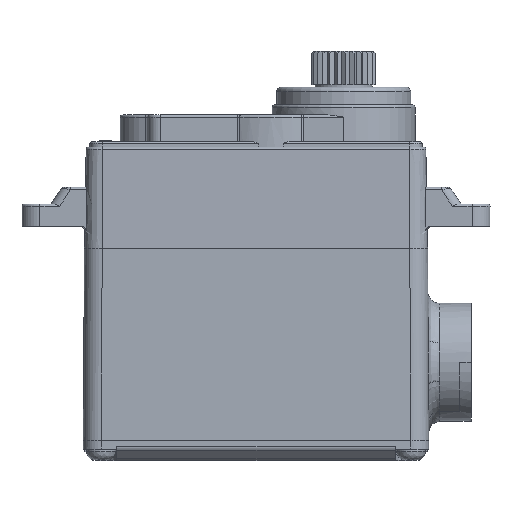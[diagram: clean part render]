
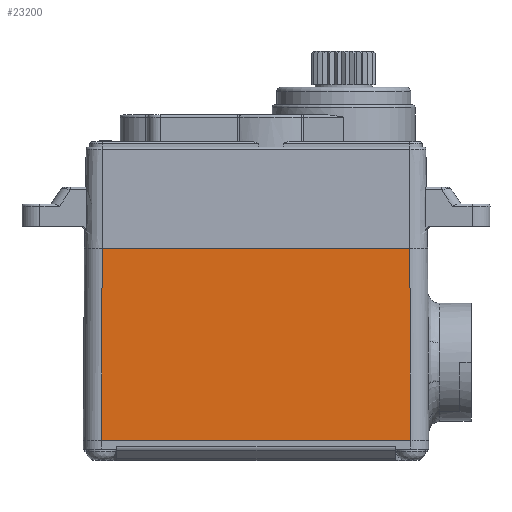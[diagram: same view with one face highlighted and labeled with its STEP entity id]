
A CAD part, top view. The second image highlights one B-rep face of the part: STEP entity #23200.
In plain terms, the highlighted planar face has unit normal (0, 0.006, 1).
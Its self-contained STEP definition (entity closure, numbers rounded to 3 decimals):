
#3832=CARTESIAN_POINT('',(13.8,17.2,7.5));
#4323=CARTESIAN_POINT('',(-13.9,0.,
7.6));
#4334=CARTESIAN_POINT('',(-13.8,17.2,7.5));
#4353=DIRECTION('',(1.,0.,0.));
#4354=VECTOR('',#4353,27.8);
#4355=CARTESIAN_POINT('',(-13.9,0.,
7.6));
#4356=LINE('',#4355,#4354);
#4357=DIRECTION('',(0.006,1.,-0.006));
#4358=VECTOR('',#4357,17.2);
#4359=CARTESIAN_POINT('',(-13.9,0.,
7.6));
#4360=LINE('',#4359,#4358);
#4361=DIRECTION('',(-1.,0.,0.));
#4362=VECTOR('',#4361,27.6);
#4363=CARTESIAN_POINT('',(13.8,17.2,7.5));
#4364=LINE('',#4363,#4362);
#4365=DIRECTION('',(0.006,-1.,0.006));
#4366=VECTOR('',#4365,17.2);
#4367=CARTESIAN_POINT('',(13.8,17.2,7.5));
#4368=LINE('',#4367,#4366);
#16829=VERTEX_POINT('',#3832);
#16838=VERTEX_POINT('',#4334);
#16844=VERTEX_POINT('',#4323);
#16845=CARTESIAN_POINT('',(13.9,0.,
7.6));
#16846=VERTEX_POINT('',#16845);
#23188=CARTESIAN_POINT('',(0.,8.6,7.55));
#23189=DIRECTION('',(0.,0.006,1.));
#23190=DIRECTION('',(0.,-1.,0.006));
#23191=AXIS2_PLACEMENT_3D('',#23188,#23189,#23190);
#23192=PLANE('',#23191);
#23193=ORIENTED_EDGE('',*,*,#23164,.F.);
#23194=ORIENTED_EDGE('',*,*,#23126,.T.);
#23196=ORIENTED_EDGE('',*,*,#23195,.F.);
#23197=ORIENTED_EDGE('',*,*,#21903,.T.);
#23198=EDGE_LOOP('',(#23193,#23194,#23196,#23197));
#23199=FACE_OUTER_BOUND('',#23198,.F.);
#23200=ADVANCED_FACE('',(#23199),#23192,.T.);
#21903=EDGE_CURVE('',#16829,#16846,#4368,.T.);
#23126=EDGE_CURVE('',#16844,#16838,#4360,.T.);
#23164=EDGE_CURVE('',#16844,#16846,#4356,.T.);
#23195=EDGE_CURVE('',#16829,#16838,#4364,.T.);
